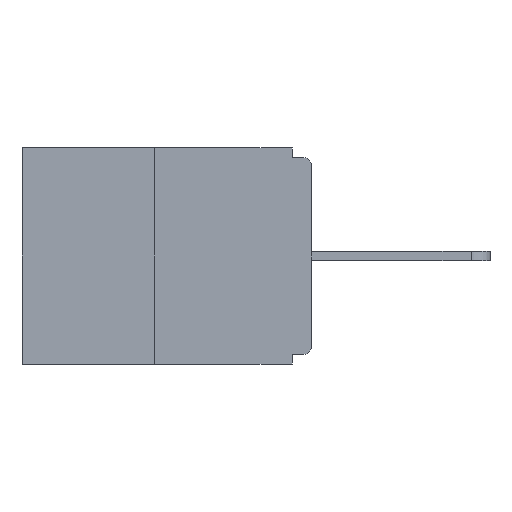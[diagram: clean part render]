
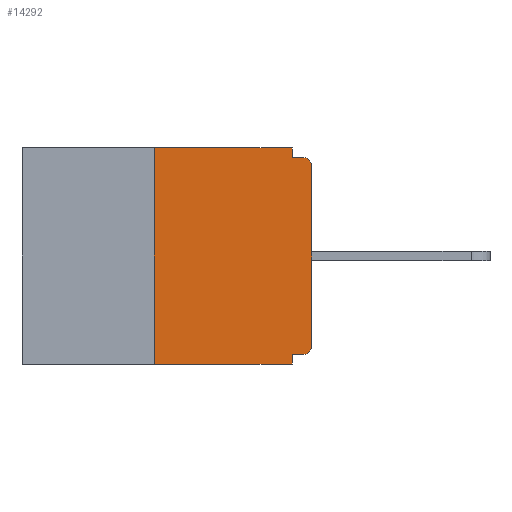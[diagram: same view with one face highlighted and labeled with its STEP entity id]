
A CAD part, left-side view. The second image highlights one B-rep face of the part: STEP entity #14292.
In plain terms, the highlighted planar face has unit normal (-1, 0, 0).
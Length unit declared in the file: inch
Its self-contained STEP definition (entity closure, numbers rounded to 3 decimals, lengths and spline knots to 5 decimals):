
#45 = CARTESIAN_POINT ( 'NONE',  ( 0., 0.46, 0. ) ) ;
#67 = LINE ( 'NONE', #11304, #8577 ) ;
#73 = VERTEX_POINT ( 'NONE', #11058 ) ;
#380 = DIRECTION ( 'NONE',  ( -1., 0., 0. ) ) ;
#494 = CARTESIAN_POINT ( 'NONE',  ( 0., 0.015, -0.313 ) ) ;
#1070 = DIRECTION ( 'NONE',  ( 0., 1., 0. ) ) ;
#1300 = VECTOR ( 'NONE', #1070, 39.37008 ) ;
#1904 = CARTESIAN_POINT ( 'NONE',  ( 0., 0.031, -0.343 ) ) ;
#2023 = ORIENTED_EDGE ( 'NONE', *, *, #17226, .F. ) ;
#2029 = CARTESIAN_POINT ( 'NONE',  ( 0., 0.015, -0.328 ) ) ;
#2610 = LINE ( 'NONE', #15260, #16308 ) ;
#2844 = LINE ( 'NONE', #1904, #5960 ) ;
#2953 = CARTESIAN_POINT ( 'NONE',  ( 0., 0.25, 0. ) ) ;
#3166 = VERTEX_POINT ( 'NONE', #2953 ) ;
#3311 = DIRECTION ( 'NONE',  ( 0., -1., 0. ) ) ;
#3442 = AXIS2_PLACEMENT_3D ( 'NONE', #45, #3937, #13281 ) ;
#3498 = CARTESIAN_POINT ( 'NONE',  ( 0., 0., -0.328 ) ) ;
#3516 = DIRECTION ( 'NONE',  ( 0., 0., 1. ) ) ;
#3728 = AXIS2_PLACEMENT_3D ( 'NONE', #12952, #15683, #13007 ) ;
#3837 = CARTESIAN_POINT ( 'NONE',  ( 0., 0.031, 0. ) ) ;
#3937 = DIRECTION ( 'NONE',  ( 1., 0., 0. ) ) ;
#4034 = VECTOR ( 'NONE', #3516, 39.37008 ) ;
#4173 = ORIENTED_EDGE ( 'NONE', *, *, #10119, .F. ) ;
#4415 = DIRECTION ( 'NONE',  ( 0., -1., 0. ) ) ;
#4696 = CARTESIAN_POINT ( 'NONE',  ( 0., 0.46, -0.343 ) ) ;
#4859 = LINE ( 'NONE', #3498, #1300 ) ;
#4877 = EDGE_CURVE ( 'NONE', #14567, #11745, #2610, .T. ) ;
#5530 = VECTOR ( 'NONE', #16884, 39.37008 ) ;
#5627 = CARTESIAN_POINT ( 'NONE',  ( 0., 0.25, 0. ) ) ;
#5730 = DIRECTION ( 'NONE',  ( 0., 0., -1. ) ) ;
#5820 = ORIENTED_EDGE ( 'NONE', *, *, #12151, .F. ) ;
#5837 = CARTESIAN_POINT ( 'NONE',  ( 0., 0.25, -0.343 ) ) ;
#5960 = VECTOR ( 'NONE', #16758, 39.37008 ) ;
#6839 = VERTEX_POINT ( 'NONE', #2029 ) ;
#7195 = FACE_OUTER_BOUND ( 'NONE', #15960, .T. ) ;
#7298 = DIRECTION ( 'NONE',  ( 0., 0., -1. ) ) ;
#7352 = DIRECTION ( 'NONE',  ( 0., -1., 0. ) ) ;
#7647 = CARTESIAN_POINT ( 'NONE',  ( 0., 0.031, -0.015 ) ) ;
#7983 = LINE ( 'NONE', #4696, #17159 ) ;
#8083 = ORIENTED_EDGE ( 'NONE', *, *, #15136, .T. ) ;
#8343 = VERTEX_POINT ( 'NONE', #5837 ) ;
#8507 = ORIENTED_EDGE ( 'NONE', *, *, #11286, .T. ) ;
#8577 = VECTOR ( 'NONE', #4415, 39.37008 ) ;
#8797 = CARTESIAN_POINT ( 'NONE',  ( 0., 0., -0.015 ) ) ;
#9658 = CIRCLE ( 'NONE', #3728, 0.015 ) ;
#9695 = EDGE_CURVE ( 'NONE', #73, #9735, #11086, .T. ) ;
#9735 = VERTEX_POINT ( 'NONE', #13888 ) ;
#9957 = VERTEX_POINT ( 'NONE', #15859 ) ;
#10119 = EDGE_CURVE ( 'NONE', #3166, #14567, #67, .T. ) ;
#10170 = CARTESIAN_POINT ( 'NONE',  ( 0., 0., 0. ) ) ;
#10267 = EDGE_CURVE ( 'NONE', #6839, #9957, #4859, .T. ) ;
#10464 = ORIENTED_EDGE ( 'NONE', *, *, #9695, .T. ) ;
#10589 = PLANE ( 'NONE',  #3442 ) ;
#10847 = ORIENTED_EDGE ( 'NONE', *, *, #10267, .F. ) ;
#10951 = CARTESIAN_POINT ( 'NONE',  ( 0., 0.031, -0.343 ) ) ;
#11058 = CARTESIAN_POINT ( 'NONE',  ( 0., 0., -0.313 ) ) ;
#11086 = LINE ( 'NONE', #10170, #4034 ) ;
#11286 = EDGE_CURVE ( 'NONE', #6839, #73, #15182, .T. ) ;
#11304 = CARTESIAN_POINT ( 'NONE',  ( 0., 0.46, 0. ) ) ;
#11688 = EDGE_CURVE ( 'NONE', #9735, #16367, #9658, .T. ) ;
#11745 = VERTEX_POINT ( 'NONE', #7647 ) ;
#12038 = ORIENTED_EDGE ( 'NONE', *, *, #11688, .T. ) ;
#12093 = VERTEX_POINT ( 'NONE', #10951 ) ;
#12151 = EDGE_CURVE ( 'NONE', #11745, #16367, #15583, .T. ) ;
#12952 = CARTESIAN_POINT ( 'NONE',  ( 0., 0.015, -0.03 ) ) ;
#13007 = DIRECTION ( 'NONE',  ( 0., 0., -1. ) ) ;
#13212 = CARTESIAN_POINT ( 'NONE',  ( 0., 0.015, -0.015 ) ) ;
#13281 = DIRECTION ( 'NONE',  ( 0., 0., -1. ) ) ;
#13803 = EDGE_CURVE ( 'NONE', #8343, #3166, #14261, .T. ) ;
#13888 = CARTESIAN_POINT ( 'NONE',  ( 0., 0., -0.03 ) ) ;
#14261 = LINE ( 'NONE', #5627, #5530 ) ;
#14292 = ADVANCED_FACE ( 'NONE', ( #7195 ), #10589, .F. ) ;
#14523 = ORIENTED_EDGE ( 'NONE', *, *, #4877, .F. ) ;
#14567 = VERTEX_POINT ( 'NONE', #3837 ) ;
#14581 = ORIENTED_EDGE ( 'NONE', *, *, #13803, .F. ) ;
#15136 = EDGE_CURVE ( 'NONE', #8343, #12093, #7983, .T. ) ;
#15182 = CIRCLE ( 'NONE', #17090, 0.015 ) ;
#15260 = CARTESIAN_POINT ( 'NONE',  ( 0., 0.031, 0. ) ) ;
#15583 = LINE ( 'NONE', #8797, #15776 ) ;
#15683 = DIRECTION ( 'NONE',  ( -1., 0., 0. ) ) ;
#15776 = VECTOR ( 'NONE', #3311, 39.37008 ) ;
#15859 = CARTESIAN_POINT ( 'NONE',  ( 0., 0.031, -0.328 ) ) ;
#15960 = EDGE_LOOP ( 'NONE', ( #4173, #14581, #8083, #2023, #10847, #8507, #10464, #12038, #5820, #14523 ) ) ;
#16308 = VECTOR ( 'NONE', #7298, 39.37008 ) ;
#16367 = VERTEX_POINT ( 'NONE', #13212 ) ;
#16758 = DIRECTION ( 'NONE',  ( 0., 0., -1. ) ) ;
#16884 = DIRECTION ( 'NONE',  ( 0., 0., 1. ) ) ;
#17090 = AXIS2_PLACEMENT_3D ( 'NONE', #494, #380, #5730 ) ;
#17159 = VECTOR ( 'NONE', #7352, 39.37008 ) ;
#17226 = EDGE_CURVE ( 'NONE', #9957, #12093, #2844, .T. ) ;
